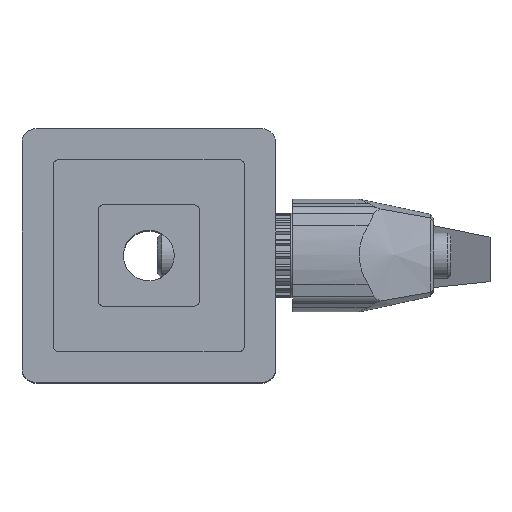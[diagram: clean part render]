
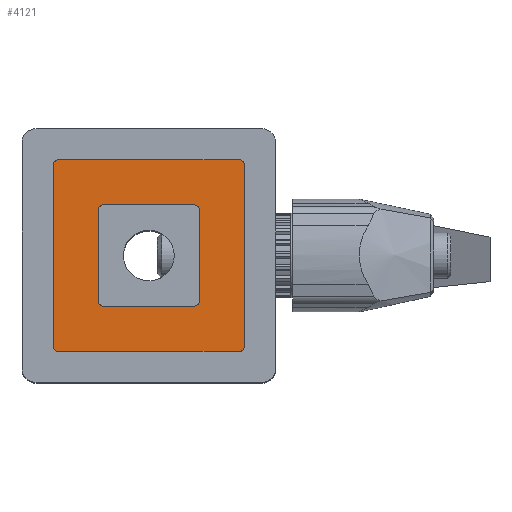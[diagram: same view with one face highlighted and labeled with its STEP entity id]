
A CAD part, front view. The second image highlights one B-rep face of the part: STEP entity #4121.
In plain terms, the highlighted planar face has unit normal (0, -1, 0).
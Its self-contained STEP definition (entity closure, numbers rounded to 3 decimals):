
#648 = EDGE_CURVE ( 'NONE', #4937, #4462, #9769, .T. ) ;
#735 = EDGE_CURVE ( 'NONE', #4894, #4453, #9994, .T. ) ;
#756 = EDGE_CURVE ( 'NONE', #4790, #4948, #9822, .T. ) ;
#782 = CARTESIAN_POINT ( 'NONE',  ( 17., 4., 5.5 ) ) ;
#788 = EDGE_CURVE ( 'NONE', #4060, #4948, #9748, .T. ) ;
#794 = EDGE_CURVE ( 'NONE', #4739, #4933, #10143, .T. ) ;
#797 = DIRECTION ( 'NONE',  ( 0., 0., 1. ) ) ;
#824 = CARTESIAN_POINT ( 'NONE',  ( -8., 4., 13.5 ) ) ;
#867 = EDGE_CURVE ( 'NONE', #4739, #4246, #10161, .T. ) ;
#923 = EDGE_CURVE ( 'NONE', #4462, #4894, #9995, .T. ) ;
#1054 = EDGE_CURVE ( 'NONE', #4508, #4819, #9629, .T. ) ;
#1075 = EDGE_CURVE ( 'NONE', #4394, #4793, #10234, .T. ) ;
#1094 = EDGE_CURVE ( 'NONE', #4793, #4937, #9745, .T. ) ;
#1266 = EDGE_CURVE ( 'NONE', #4934, #4394, #1884, .T. ) ;
#1303 = EDGE_CURVE ( 'NONE', #4508, #4246, #1768, .T. ) ;
#1316 = EDGE_CURVE ( 'NONE', #4060, #4933, #1762, .T. ) ;
#1534 = EDGE_CURVE ( 'NONE', #4790, #4819, #6972, .T. ) ;
#1540 = EDGE_CURVE ( 'NONE', #4453, #4758, #6913, .T. ) ;
#1588 = EDGE_CURVE ( 'NONE', #4758, #4934, #6935, .T. ) ;
#1654 = VECTOR ( 'NONE', #3551, 1000. ) ;
#1762 = CIRCLE ( 'NONE', #2578, 1. ) ;
#1768 = LINE ( 'NONE', #3552, #1654 ) ;
#1884 = CIRCLE ( 'NONE', #2993, 1. ) ;
#1993 = DIRECTION ( 'NONE',  ( 0., 0., -1. ) ) ;
#1994 = DIRECTION ( 'NONE',  ( 0., -1., 0. ) ) ;
#1995 = CARTESIAN_POINT ( 'NONE',  ( 16., 4., 38.5 ) ) ;
#2103 = DIRECTION ( 'NONE',  ( -1., 0., 0. ) ) ;
#2104 = CARTESIAN_POINT ( 'NONE',  ( 17., 4., 39.5 ) ) ;
#2142 = DIRECTION ( 'NONE',  ( 0., 0., -1. ) ) ;
#2143 = DIRECTION ( 'NONE',  ( 0., 1., 0. ) ) ;
#2144 = CARTESIAN_POINT ( 'NONE',  ( 8., 4., 30.5 ) ) ;
#2364 = DIRECTION ( 'NONE',  ( 0., 0., -1. ) ) ;
#2365 = DIRECTION ( 'NONE',  ( 0., -1., 0. ) ) ;
#2368 = CARTESIAN_POINT ( 'NONE',  ( -16., 4., 6.5 ) ) ;
#2484 = DIRECTION ( 'NONE',  ( 0., 0., -1. ) ) ;
#2485 = DIRECTION ( 'NONE',  ( 0., 1., 0. ) ) ;
#2486 = CARTESIAN_POINT ( 'NONE',  ( -8., 4., 30.5 ) ) ;
#2532 = AXIS2_PLACEMENT_3D ( 'NONE', #5493, #5511, #5423 ) ;
#2541 = AXIS2_PLACEMENT_3D ( 'NONE', #2144, #2143, #2142 ) ;
#2564 = AXIS2_PLACEMENT_3D ( 'NONE', #2368, #2365, #2364 ) ;
#2578 = AXIS2_PLACEMENT_3D ( 'NONE', #3617, #3616, #3615 ) ;
#2638 = AXIS2_PLACEMENT_3D ( 'NONE', #5757, #5755, #5753 ) ;
#2727 = AXIS2_PLACEMENT_3D ( 'NONE', #5071, #5069, #5068 ) ;
#2804 = AXIS2_PLACEMENT_3D ( 'NONE', #2486, #2485, #2484 ) ;
#2885 = ORIENTED_EDGE ( 'NONE', *, *, #735, .T. ) ;
#2993 = AXIS2_PLACEMENT_3D ( 'NONE', #1995, #1994, #1993 ) ;
#3004 = AXIS2_PLACEMENT_3D ( 'NONE', #9464, #9463, #9462 ) ;
#3551 = DIRECTION ( 'NONE',  ( -1., 0., 0. ) ) ;
#3552 = CARTESIAN_POINT ( 'NONE',  ( 9., 4., 31.5 ) ) ;
#3615 = DIRECTION ( 'NONE',  ( 0., 0., -1. ) ) ;
#3616 = DIRECTION ( 'NONE',  ( 0., 1., 0. ) ) ;
#3617 = CARTESIAN_POINT ( 'NONE',  ( -8., 4., 14.5 ) ) ;
#4060 = VERTEX_POINT ( 'NONE', #824 ) ;
#4121 = ADVANCED_FACE ( 'NONE', ( #8536, #8565 ), #5441, .T. ) ;
#4246 = VERTEX_POINT ( 'NONE', #5438 ) ;
#4394 = VERTEX_POINT ( 'NONE', #5405 ) ;
#4453 = VERTEX_POINT ( 'NONE', #5365 ) ;
#4462 = VERTEX_POINT ( 'NONE', #5375 ) ;
#4508 = VERTEX_POINT ( 'NONE', #5457 ) ;
#4739 = VERTEX_POINT ( 'NONE', #7213 ) ;
#4758 = VERTEX_POINT ( 'NONE', #7232 ) ;
#4790 = VERTEX_POINT ( 'NONE', #7264 ) ;
#4793 = VERTEX_POINT ( 'NONE', #7267 ) ;
#4819 = VERTEX_POINT ( 'NONE', #7293 ) ;
#4894 = VERTEX_POINT ( 'NONE', #7368 ) ;
#4933 = VERTEX_POINT ( 'NONE', #7407 ) ;
#4934 = VERTEX_POINT ( 'NONE', #7408 ) ;
#4937 = VERTEX_POINT ( 'NONE', #7411 ) ;
#4948 = VERTEX_POINT ( 'NONE', #7422 ) ;
#5059 = DIRECTION ( 'NONE',  ( 0., 0., 1. ) ) ;
#5065 = CARTESIAN_POINT ( 'NONE',  ( 9., 4., 13.5 ) ) ;
#5068 = DIRECTION ( 'NONE',  ( 0., 0., -1. ) ) ;
#5069 = DIRECTION ( 'NONE',  ( 0., -1., 0. ) ) ;
#5071 = CARTESIAN_POINT ( 'NONE',  ( 16., 4., 6.5 ) ) ;
#5365 = CARTESIAN_POINT ( 'NONE',  ( 16., 4., 5.5 ) ) ;
#5375 = CARTESIAN_POINT ( 'NONE',  ( -17., 4., 6.5 ) ) ;
#5405 = CARTESIAN_POINT ( 'NONE',  ( 16., 4., 39.5 ) ) ;
#5423 = DIRECTION ( 'NONE',  ( 0., 0., -1. ) ) ;
#5438 = CARTESIAN_POINT ( 'NONE',  ( -8., 4., 31.5 ) ) ;
#5441 = PLANE ( 'NONE',  #2532 ) ;
#5457 = CARTESIAN_POINT ( 'NONE',  ( 8., 4., 31.5 ) ) ;
#5493 = CARTESIAN_POINT ( 'NONE',  ( -17., 4., 39.5 ) ) ;
#5511 = DIRECTION ( 'NONE',  ( 0., -1., 0. ) ) ;
#5679 = DIRECTION ( 'NONE',  ( 0., 0., -1. ) ) ;
#5686 = DIRECTION ( 'NONE',  ( 1., 0., 0. ) ) ;
#5687 = CARTESIAN_POINT ( 'NONE',  ( 9., 4., 13.5 ) ) ;
#5710 = CARTESIAN_POINT ( 'NONE',  ( -9., 4., 13.5 ) ) ;
#5753 = DIRECTION ( 'NONE',  ( 0., 0., -1. ) ) ;
#5755 = DIRECTION ( 'NONE',  ( 0., 1., 0. ) ) ;
#5757 = CARTESIAN_POINT ( 'NONE',  ( 8., 4., 14.5 ) ) ;
#5784 = CARTESIAN_POINT ( 'NONE',  ( 17., 4., 5.5 ) ) ;
#5791 = DIRECTION ( 'NONE',  ( 1., 0., 0. ) ) ;
#5953 = DIRECTION ( 'NONE',  ( 0., 0., -1. ) ) ;
#5960 = CARTESIAN_POINT ( 'NONE',  ( -17., 4., 5.5 ) ) ;
#6111 = ORIENTED_EDGE ( 'NONE', *, *, #1054, .T. ) ;
#6135 = ORIENTED_EDGE ( 'NONE', *, *, #1266, .T. ) ;
#6195 = ORIENTED_EDGE ( 'NONE', *, *, #1588, .T. ) ;
#6217 = ORIENTED_EDGE ( 'NONE', *, *, #1303, .F. ) ;
#6249 = ORIENTED_EDGE ( 'NONE', *, *, #1534, .F. ) ;
#6252 = ORIENTED_EDGE ( 'NONE', *, *, #1075, .T. ) ;
#6256 = ORIENTED_EDGE ( 'NONE', *, *, #1094, .T. ) ;
#6280 = ORIENTED_EDGE ( 'NONE', *, *, #1540, .T. ) ;
#6290 = ORIENTED_EDGE ( 'NONE', *, *, #648, .T. ) ;
#6363 = ORIENTED_EDGE ( 'NONE', *, *, #867, .T. ) ;
#6365 = ORIENTED_EDGE ( 'NONE', *, *, #923, .T. ) ;
#6382 = ORIENTED_EDGE ( 'NONE', *, *, #794, .F. ) ;
#6913 = CIRCLE ( 'NONE', #2727, 1. ) ;
#6935 = LINE ( 'NONE', #782, #6941 ) ;
#6941 = VECTOR ( 'NONE', #797, 1000. ) ;
#6972 = LINE ( 'NONE', #5065, #6989 ) ;
#6989 = VECTOR ( 'NONE', #5059, 1000. ) ;
#7213 = CARTESIAN_POINT ( 'NONE',  ( -9., 4., 30.5 ) ) ;
#7232 = CARTESIAN_POINT ( 'NONE',  ( 17., 4., 6.5 ) ) ;
#7264 = CARTESIAN_POINT ( 'NONE',  ( 9., 4., 14.5 ) ) ;
#7267 = CARTESIAN_POINT ( 'NONE',  ( -16., 4., 39.5 ) ) ;
#7293 = CARTESIAN_POINT ( 'NONE',  ( 9., 4., 30.5 ) ) ;
#7368 = CARTESIAN_POINT ( 'NONE',  ( -16., 4., 5.5 ) ) ;
#7407 = CARTESIAN_POINT ( 'NONE',  ( -9., 4., 14.5 ) ) ;
#7408 = CARTESIAN_POINT ( 'NONE',  ( 17., 4., 38.5 ) ) ;
#7411 = CARTESIAN_POINT ( 'NONE',  ( -17., 4., 38.5 ) ) ;
#7422 = CARTESIAN_POINT ( 'NONE',  ( 8., 4., 13.5 ) ) ;
#8536 = FACE_BOUND ( 'NONE', #11160, .T. ) ;
#8565 = FACE_OUTER_BOUND ( 'NONE', #11116, .T. ) ;
#8998 = ORIENTED_EDGE ( 'NONE', *, *, #788, .F. ) ;
#9021 = ORIENTED_EDGE ( 'NONE', *, *, #756, .T. ) ;
#9026 = ORIENTED_EDGE ( 'NONE', *, *, #1316, .T. ) ;
#9462 = DIRECTION ( 'NONE',  ( 0., 0., -1. ) ) ;
#9463 = DIRECTION ( 'NONE',  ( 0., -1., 0. ) ) ;
#9464 = CARTESIAN_POINT ( 'NONE',  ( -16., 4., 38.5 ) ) ;
#9629 = CIRCLE ( 'NONE', #2541, 1. ) ;
#9634 = VECTOR ( 'NONE', #5679, 1000. ) ;
#9660 = VECTOR ( 'NONE', #5791, 1000. ) ;
#9662 = VECTOR ( 'NONE', #5686, 1000. ) ;
#9745 = CIRCLE ( 'NONE', #3004, 1. ) ;
#9748 = LINE ( 'NONE', #5687, #9662 ) ;
#9769 = LINE ( 'NONE', #5960, #9789 ) ;
#9789 = VECTOR ( 'NONE', #5953, 1000. ) ;
#9822 = CIRCLE ( 'NONE', #2638, 1. ) ;
#9869 = VECTOR ( 'NONE', #2103, 1000. ) ;
#9994 = LINE ( 'NONE', #5784, #9660 ) ;
#9995 = CIRCLE ( 'NONE', #2564, 1. ) ;
#10143 = LINE ( 'NONE', #5710, #9634 ) ;
#10161 = CIRCLE ( 'NONE', #2804, 1. ) ;
#10234 = LINE ( 'NONE', #2104, #9869 ) ;
#11116 = EDGE_LOOP ( 'NONE', ( #2885, #6280, #6195, #6135, #6252, #6256, #6290, #6365 ) ) ;
#11160 = EDGE_LOOP ( 'NONE', ( #6217, #6111, #6249, #9021, #8998, #9026, #6382, #6363 ) ) ;
